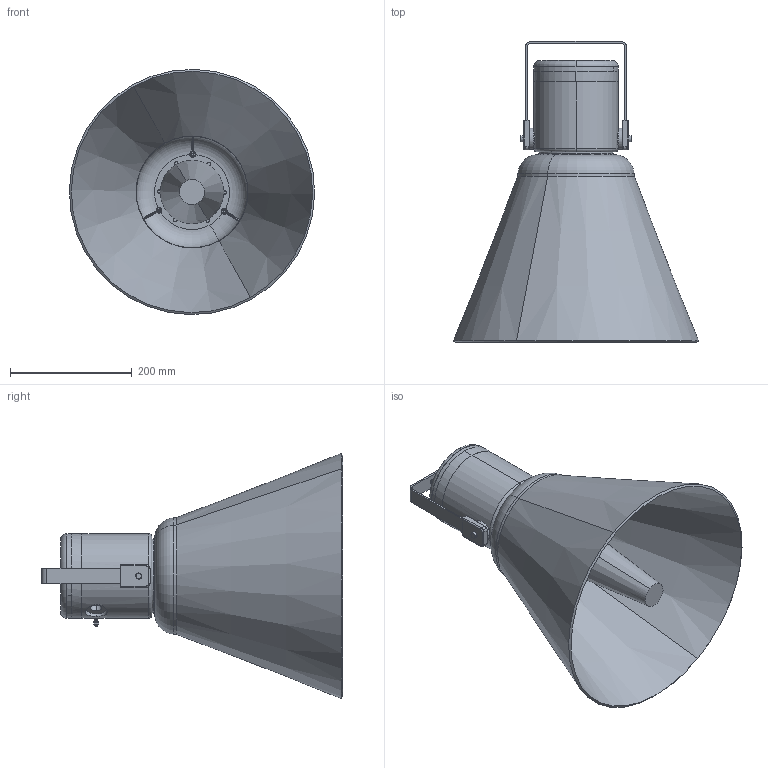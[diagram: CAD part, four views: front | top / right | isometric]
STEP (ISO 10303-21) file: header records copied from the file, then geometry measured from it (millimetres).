
FILE_DESCRIPTION (( 'STEP AP214' ), '1' );
FILE_NAME ('D157-05-201-3D_Issue_1.STEP', '2022-01-19T14:14:44', ( '' ), ( '' ), 'SwSTEP 2.0', 'SolidWorks 2021', '' );
FILE_SCHEMA (( 'AUTOMOTIVE_DESIGN' ));
Length unit declared in the file: millimetre
Products named in the file (3): S2H Horn; D157-05 body; D157-05-201-3D_Issue_1
Assembly tree (2 placements, depth 2):
  D157-05-201-3D_Issue_1
    D157-05 body
    S2H Horn
Bounding box: 403.16 x 495 x 403.16 mm (x, y, z)
Volume: 4882840 mm3; surface area: 824644.5 mm2
Topology: 2 solids, 10 shells, 349 faces, 826 edges, 516 vertices
Faces by surface type: cylinder 108, plane 98, cone 71, bspline 42, torus 30
Entity records: 48405 total; most frequent: CARTESIAN_POINT 38550, ORIENTED_EDGE 1652, DIRECTION 1600, EDGE_CURVE 826, AXIS2_PLACEMENT_3D 674, VERTEX_POINT 516, EDGE_LOOP 390, CIRCLE 362
